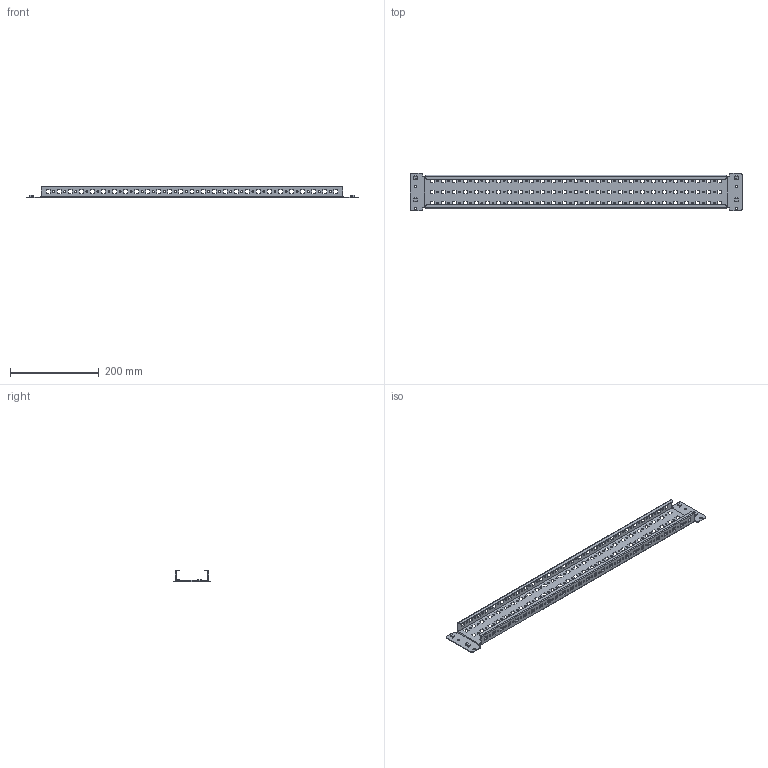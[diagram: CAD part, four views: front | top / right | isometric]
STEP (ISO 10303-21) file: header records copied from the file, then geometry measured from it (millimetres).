
FILE_DESCRIPTION (( 'STEP AP203' ), '1' );
FILE_NAME ('Wide side traverse R5PDL 800.STEP', '2011-01-20T12:35:13', ( 'User' ), ( 'DKC' ), 'SwSTEP 2.0', 'SolidWorks 2010', '' );
FILE_SCHEMA (( 'CONFIG_CONTROL_DESIGN' ));
Length unit declared in the file: millimetre
Products named in the file (1): Wide side traverse R5PDL 800
Bounding box: 750.02 x 85 x 27 mm (x, y, z)
Volume: 128220 mm3; surface area: 184000 mm2
Topology: 1 solids, 1 shells, 1066 faces, 3040 edges, 1976 vertices
Faces by surface type: plane 714, cylinder 352
Entity records: 35649 total; most frequent: CARTESIAN_POINT 6083, ORIENTED_EDGE 6080, DIRECTION 5886, EDGE_CURVE 3040, VECTOR 2328, LINE 2328, VERTEX_POINT 1976, AXIS2_PLACEMENT_3D 1779
